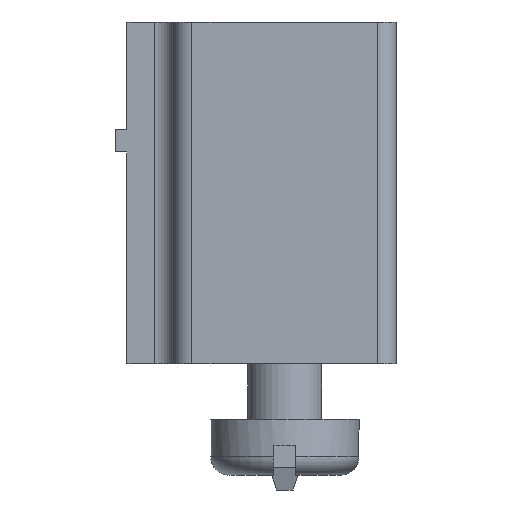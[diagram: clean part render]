
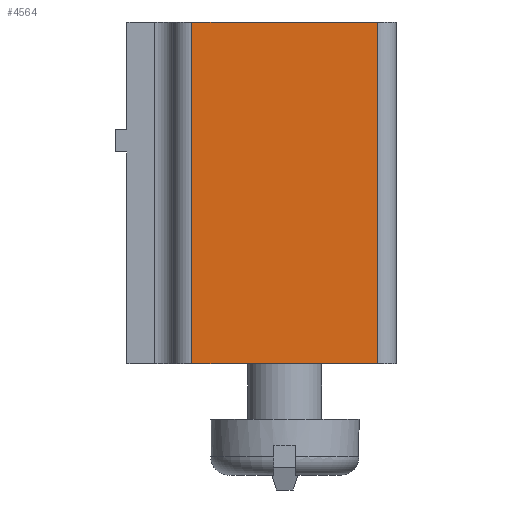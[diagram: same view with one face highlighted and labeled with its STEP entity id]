
A CAD part, left-side view. The second image highlights one B-rep face of the part: STEP entity #4564.
In plain terms, the highlighted planar face has unit normal (-1, 0, 0).
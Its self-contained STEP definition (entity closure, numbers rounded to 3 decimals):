
#44 = PLANE('',#45);
#45 = AXIS2_PLACEMENT_3D('',#46,#47,#48);
#46 = CARTESIAN_POINT('',(-7.1,-3.,0.));
#47 = DIRECTION('',(0.,0.,-1.));
#48 = DIRECTION('',(-1.,0.,0.));
#72 = CYLINDRICAL_SURFACE('',#73,0.5);
#73 = AXIS2_PLACEMENT_3D('',#74,#75,#76);
#74 = CARTESIAN_POINT('',(-6.6,-2.5,0.));
#75 = DIRECTION('',(0.,0.,1.));
#76 = DIRECTION('',(0.,-1.,0.));
#100 = PLANE('',#101);
#101 = AXIS2_PLACEMENT_3D('',#102,#103,#104);
#102 = CARTESIAN_POINT('',(-7.1,-3.,9.2));
#103 = DIRECTION('',(0.,0.,-1.));
#104 = DIRECTION('',(-1.,0.,0.));
#143 = VERTEX_POINT('',#144);
#144 = CARTESIAN_POINT('',(-7.1,-2.5,0.));
#166 = EDGE_CURVE('',#167,#143,#169,.T.);
#167 = VERTEX_POINT('',#168);
#168 = CARTESIAN_POINT('',(-7.1,2.5,0.));
#169 = SURFACE_CURVE('',#170,(#174,#181),.PCURVE_S1.);
#170 = LINE('',#171,#172);
#171 = CARTESIAN_POINT('',(-7.1,3.,0.));
#172 = VECTOR('',#173,1.);
#173 = DIRECTION('',(0.,-1.,0.));
#174 = PCURVE('',#44,#175);
#175 = DEFINITIONAL_REPRESENTATION('',(#176),#180);
#176 = LINE('',#177,#178);
#177 = CARTESIAN_POINT('',(0.,6.));
#178 = VECTOR('',#179,1.);
#179 = DIRECTION('',(0.,-1.));
#180 = ( GEOMETRIC_REPRESENTATION_CONTEXT(2)
PARAMETRIC_REPRESENTATION_CONTEXT() REPRESENTATION_CONTEXT('2D SPACE',''
) );
#181 = PCURVE('',#182,#187);
#182 = PLANE('',#183);
#183 = AXIS2_PLACEMENT_3D('',#184,#185,#186);
#184 = CARTESIAN_POINT('',(-7.1,3.,0.));
#185 = DIRECTION('',(1.,0.,0.));
#186 = DIRECTION('',(0.,-1.,0.));
#187 = DEFINITIONAL_REPRESENTATION('',(#188),#192);
#188 = LINE('',#189,#190);
#189 = CARTESIAN_POINT('',(0.,0.));
#190 = VECTOR('',#191,1.);
#191 = DIRECTION('',(1.,0.));
#192 = ( GEOMETRIC_REPRESENTATION_CONTEXT(2)
PARAMETRIC_REPRESENTATION_CONTEXT() REPRESENTATION_CONTEXT('2D SPACE',''
) );
#215 = CYLINDRICAL_SURFACE('',#216,0.5);
#216 = AXIS2_PLACEMENT_3D('',#217,#218,#219);
#217 = CARTESIAN_POINT('',(-6.6,2.5,0.));
#218 = DIRECTION('',(0.,0.,1.));
#219 = DIRECTION('',(0.,1.,0.));
#1320 = EDGE_CURVE('',#143,#1321,#1323,.T.);
#1321 = VERTEX_POINT('',#1322);
#1322 = CARTESIAN_POINT('',(-7.1,-2.5,9.2));
#1323 = SURFACE_CURVE('',#1324,(#1328,#1335),.PCURVE_S1.);
#1324 = LINE('',#1325,#1326);
#1325 = CARTESIAN_POINT('',(-7.1,-2.5,0.));
#1326 = VECTOR('',#1327,1.);
#1327 = DIRECTION('',(0.,0.,1.));
#1328 = PCURVE('',#72,#1329);
#1329 = DEFINITIONAL_REPRESENTATION('',(#1330),#1334);
#1330 = LINE('',#1331,#1332);
#1331 = CARTESIAN_POINT('',(-1.571,0.));
#1332 = VECTOR('',#1333,1.);
#1333 = DIRECTION('',(0.,1.));
#1334 = ( GEOMETRIC_REPRESENTATION_CONTEXT(2)
PARAMETRIC_REPRESENTATION_CONTEXT() REPRESENTATION_CONTEXT('2D SPACE',''
) );
#1335 = PCURVE('',#182,#1336);
#1336 = DEFINITIONAL_REPRESENTATION('',(#1337),#1341);
#1337 = LINE('',#1338,#1339);
#1338 = CARTESIAN_POINT('',(5.5,0.));
#1339 = VECTOR('',#1340,1.);
#1340 = DIRECTION('',(0.,-1.));
#1341 = ( GEOMETRIC_REPRESENTATION_CONTEXT(2)
PARAMETRIC_REPRESENTATION_CONTEXT() REPRESENTATION_CONTEXT('2D SPACE',''
) );
#1425 = EDGE_CURVE('',#1426,#1321,#1428,.T.);
#1426 = VERTEX_POINT('',#1427);
#1427 = CARTESIAN_POINT('',(-7.1,2.5,9.2));
#1428 = SURFACE_CURVE('',#1429,(#1433,#1440),.PCURVE_S1.);
#1429 = LINE('',#1430,#1431);
#1430 = CARTESIAN_POINT('',(-7.1,3.,9.2));
#1431 = VECTOR('',#1432,1.);
#1432 = DIRECTION('',(0.,-1.,0.));
#1433 = PCURVE('',#100,#1434);
#1434 = DEFINITIONAL_REPRESENTATION('',(#1435),#1439);
#1435 = LINE('',#1436,#1437);
#1436 = CARTESIAN_POINT('',(0.,6.));
#1437 = VECTOR('',#1438,1.);
#1438 = DIRECTION('',(0.,-1.));
#1439 = ( GEOMETRIC_REPRESENTATION_CONTEXT(2)
PARAMETRIC_REPRESENTATION_CONTEXT() REPRESENTATION_CONTEXT('2D SPACE',''
) );
#1440 = PCURVE('',#182,#1441);
#1441 = DEFINITIONAL_REPRESENTATION('',(#1442),#1446);
#1442 = LINE('',#1443,#1444);
#1443 = CARTESIAN_POINT('',(0.,-9.2));
#1444 = VECTOR('',#1445,1.);
#1445 = DIRECTION('',(1.,0.));
#1446 = ( GEOMETRIC_REPRESENTATION_CONTEXT(2)
PARAMETRIC_REPRESENTATION_CONTEXT() REPRESENTATION_CONTEXT('2D SPACE',''
) );
#4564 = ADVANCED_FACE('',(#4565),#182,.F.);
#4565 = FACE_BOUND('',#4566,.F.);
#4566 = EDGE_LOOP('',(#4567,#4568,#4589,#4590));
#4567 = ORIENTED_EDGE('',*,*,#166,.F.);
#4568 = ORIENTED_EDGE('',*,*,#4569,.T.);
#4569 = EDGE_CURVE('',#167,#1426,#4570,.T.);
#4570 = SURFACE_CURVE('',#4571,(#4575,#4582),.PCURVE_S1.);
#4571 = LINE('',#4572,#4573);
#4572 = CARTESIAN_POINT('',(-7.1,2.5,0.));
#4573 = VECTOR('',#4574,1.);
#4574 = DIRECTION('',(0.,0.,1.));
#4575 = PCURVE('',#182,#4576);
#4576 = DEFINITIONAL_REPRESENTATION('',(#4577),#4581);
#4577 = LINE('',#4578,#4579);
#4578 = CARTESIAN_POINT('',(0.5,0.));
#4579 = VECTOR('',#4580,1.);
#4580 = DIRECTION('',(0.,-1.));
#4581 = ( GEOMETRIC_REPRESENTATION_CONTEXT(2)
PARAMETRIC_REPRESENTATION_CONTEXT() REPRESENTATION_CONTEXT('2D SPACE',''
) );
#4582 = PCURVE('',#215,#4583);
#4583 = DEFINITIONAL_REPRESENTATION('',(#4584),#4588);
#4584 = LINE('',#4585,#4586);
#4585 = CARTESIAN_POINT('',(1.571,0.));
#4586 = VECTOR('',#4587,1.);
#4587 = DIRECTION('',(0.,1.));
#4588 = ( GEOMETRIC_REPRESENTATION_CONTEXT(2)
PARAMETRIC_REPRESENTATION_CONTEXT() REPRESENTATION_CONTEXT('2D SPACE',''
) );
#4589 = ORIENTED_EDGE('',*,*,#1425,.T.);
#4590 = ORIENTED_EDGE('',*,*,#1320,.F.);
